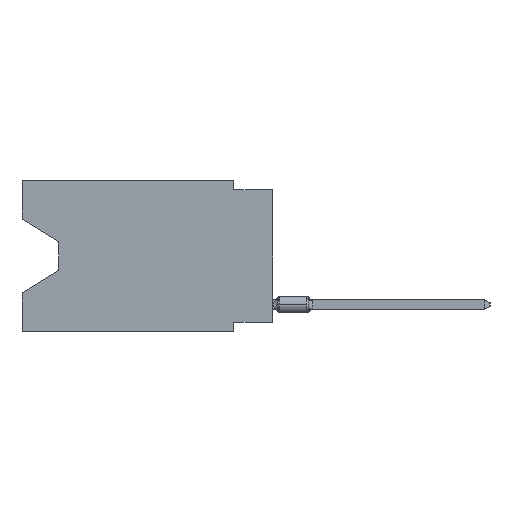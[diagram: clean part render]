
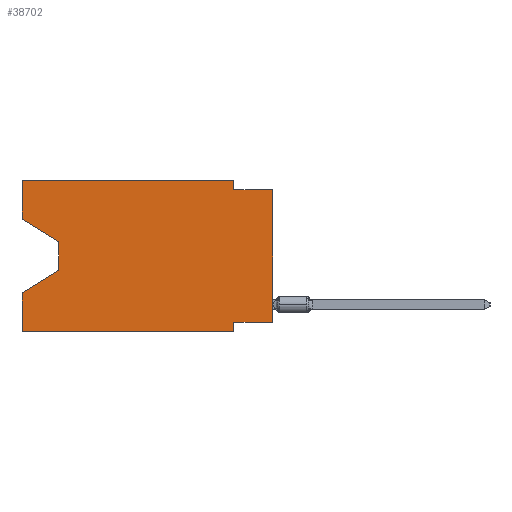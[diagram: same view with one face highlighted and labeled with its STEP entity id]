
A CAD part, left-side view. The second image highlights one B-rep face of the part: STEP entity #38702.
In plain terms, the highlighted planar face has unit normal (-1, 0, 0).
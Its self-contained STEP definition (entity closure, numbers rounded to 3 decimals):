
#391 = LINE ( 'NONE', #5010, #13214 ) ;
#2185 = EDGE_CURVE ( 'NONE', #13335, #50349, #52731, .T. ) ;
#2505 = VECTOR ( 'NONE', #44997, 1000. ) ;
#3428 = DIRECTION ( 'NONE',  ( 0., -1., 0. ) ) ;
#4513 = VECTOR ( 'NONE', #59862, 1000. ) ;
#5010 = CARTESIAN_POINT ( 'NONE',  ( 0., 16.383, 0. ) ) ;
#5445 = CARTESIAN_POINT ( 'NONE',  ( 0., 13.97, -5.893 ) ) ;
#5762 = VERTEX_POINT ( 'NONE', #18400 ) ;
#5839 = ORIENTED_EDGE ( 'NONE', *, *, #31429, .T. ) ;
#6652 = CARTESIAN_POINT ( 'NONE',  ( 0., 16.383, -2.546 ) ) ;
#7656 = CARTESIAN_POINT ( 'NONE',  ( 0., 2.54, -9.906 ) ) ;
#7909 = VECTOR ( 'NONE', #3428, 1000. ) ;
#8276 = EDGE_LOOP ( 'NONE', ( #12574, #14716, #55816, #10556, #36285, #16078, #54182, #5839, #46628, #38917, #53865, #14794 ) ) ;
#8341 = EDGE_CURVE ( 'NONE', #39632, #50349, #33018, .T. ) ;
#9502 = LINE ( 'NONE', #38358, #13096 ) ;
#10099 = CARTESIAN_POINT ( 'NONE',  ( 0., 16.383, -9.906 ) ) ;
#10556 = ORIENTED_EDGE ( 'NONE', *, *, #2185, .F. ) ;
#11832 = LINE ( 'NONE', #6652, #50107 ) ;
#12574 = ORIENTED_EDGE ( 'NONE', *, *, #40835, .T. ) ;
#12648 = CARTESIAN_POINT ( 'NONE',  ( 0., 0., 0. ) ) ;
#13096 = VECTOR ( 'NONE', #27615, 1000. ) ;
#13140 = CARTESIAN_POINT ( 'NONE',  ( 0., 16.383, 0. ) ) ;
#13214 = VECTOR ( 'NONE', #41539, 1000. ) ;
#13335 = VERTEX_POINT ( 'NONE', #10099 ) ;
#13339 = CARTESIAN_POINT ( 'NONE',  ( 0., 13.97, -4.013 ) ) ;
#13460 = LINE ( 'NONE', #41089, #4513 ) ;
#14523 = VERTEX_POINT ( 'NONE', #50637 ) ;
#14716 = ORIENTED_EDGE ( 'NONE', *, *, #50950, .T. ) ;
#14794 = ORIENTED_EDGE ( 'NONE', *, *, #26931, .F. ) ;
#14894 = VECTOR ( 'NONE', #31693, 1000. ) ;
#14987 = CARTESIAN_POINT ( 'NONE',  ( 0., 2.54, -9.906 ) ) ;
#16078 = ORIENTED_EDGE ( 'NONE', *, *, #47990, .F. ) ;
#16083 = EDGE_CURVE ( 'NONE', #21184, #5762, #26432, .T. ) ;
#17656 = CARTESIAN_POINT ( 'NONE',  ( 0., 16.383, -9.906 ) ) ;
#18400 = CARTESIAN_POINT ( 'NONE',  ( 0., 0., -0.635 ) ) ;
#20594 = CARTESIAN_POINT ( 'NONE',  ( 0., 16.383, 0. ) ) ;
#21184 = VERTEX_POINT ( 'NONE', #34468 ) ;
#22639 = VECTOR ( 'NONE', #52027, 1000. ) ;
#25657 = DIRECTION ( 'NONE',  ( 0., -0.855, -0.519 ) ) ;
#26306 = EDGE_CURVE ( 'NONE', #13335, #47650, #40385, .T. ) ;
#26432 = LINE ( 'NONE', #45480, #7909 ) ;
#26917 = VECTOR ( 'NONE', #47852, 1000. ) ;
#26931 = EDGE_CURVE ( 'NONE', #54183, #54360, #391, .T. ) ;
#27615 = DIRECTION ( 'NONE',  ( 0., 1., 0. ) ) ;
#27716 = VECTOR ( 'NONE', #52437, 1000. ) ;
#27833 = VECTOR ( 'NONE', #60414, 1000. ) ;
#28163 = VERTEX_POINT ( 'NONE', #39130 ) ;
#28787 = AXIS2_PLACEMENT_3D ( 'NONE', #13140, #31866, #59836 ) ;
#29217 = CARTESIAN_POINT ( 'NONE',  ( 0., 16.383, -2.546 ) ) ;
#29915 = VECTOR ( 'NONE', #35650, 1000. ) ;
#31429 = EDGE_CURVE ( 'NONE', #49890, #5762, #55665, .T. ) ;
#31693 = DIRECTION ( 'NONE',  ( 0., 0., 1. ) ) ;
#31866 = DIRECTION ( 'NONE',  ( 1., 0., 0. ) ) ;
#32102 = CARTESIAN_POINT ( 'NONE',  ( 0., 13.97, -4.013 ) ) ;
#33018 = LINE ( 'NONE', #46259, #27833 ) ;
#34367 = FACE_OUTER_BOUND ( 'NONE', #8276, .T. ) ;
#34468 = CARTESIAN_POINT ( 'NONE',  ( 0., 2.54, -0.635 ) ) ;
#35650 = DIRECTION ( 'NONE',  ( 0., -1., 0. ) ) ;
#36285 = ORIENTED_EDGE ( 'NONE', *, *, #26306, .T. ) ;
#37324 = EDGE_CURVE ( 'NONE', #49890, #14523, #9502, .T. ) ;
#38286 = CARTESIAN_POINT ( 'NONE',  ( 0., 16.383, 0. ) ) ;
#38358 = CARTESIAN_POINT ( 'NONE',  ( 0., 0., -9.271 ) ) ;
#38702 = ADVANCED_FACE ( 'NONE', ( #34367 ), #55228, .F. ) ;
#38917 = ORIENTED_EDGE ( 'NONE', *, *, #59920, .F. ) ;
#39130 = CARTESIAN_POINT ( 'NONE',  ( 0., 2.54, 0. ) ) ;
#39632 = VERTEX_POINT ( 'NONE', #5445 ) ;
#40385 = LINE ( 'NONE', #17656, #2505 ) ;
#40434 = CARTESIAN_POINT ( 'NONE',  ( 0., 16.383, -7.36 ) ) ;
#40835 = EDGE_CURVE ( 'NONE', #54183, #59305, #11832, .T. ) ;
#41089 = CARTESIAN_POINT ( 'NONE',  ( 0., 2.54, 0. ) ) ;
#41539 = DIRECTION ( 'NONE',  ( 0., 0., 1. ) ) ;
#42499 = LINE ( 'NONE', #13339, #22639 ) ;
#43243 = LINE ( 'NONE', #14987, #26917 ) ;
#44997 = DIRECTION ( 'NONE',  ( 0., -1., 0. ) ) ;
#45480 = CARTESIAN_POINT ( 'NONE',  ( 0., 0., -0.635 ) ) ;
#46259 = CARTESIAN_POINT ( 'NONE',  ( 0., 13.97, -5.893 ) ) ;
#46628 = ORIENTED_EDGE ( 'NONE', *, *, #16083, .F. ) ;
#47410 = CARTESIAN_POINT ( 'NONE',  ( 0., 0., -9.271 ) ) ;
#47650 = VERTEX_POINT ( 'NONE', #7656 ) ;
#47852 = DIRECTION ( 'NONE',  ( 0., 0., -1. ) ) ;
#47990 = EDGE_CURVE ( 'NONE', #14523, #47650, #43243, .T. ) ;
#49780 = LINE ( 'NONE', #57829, #29915 ) ;
#49890 = VERTEX_POINT ( 'NONE', #47410 ) ;
#50107 = VECTOR ( 'NONE', #25657, 1000. ) ;
#50349 = VERTEX_POINT ( 'NONE', #40434 ) ;
#50637 = CARTESIAN_POINT ( 'NONE',  ( 0., 2.54, -9.271 ) ) ;
#50950 = EDGE_CURVE ( 'NONE', #59305, #39632, #42499, .T. ) ;
#52027 = DIRECTION ( 'NONE',  ( 0., 0., -1. ) ) ;
#52437 = DIRECTION ( 'NONE',  ( 0., 0., 1. ) ) ;
#52731 = LINE ( 'NONE', #38286, #27716 ) ;
#53865 = ORIENTED_EDGE ( 'NONE', *, *, #59375, .F. ) ;
#54182 = ORIENTED_EDGE ( 'NONE', *, *, #37324, .F. ) ;
#54183 = VERTEX_POINT ( 'NONE', #29217 ) ;
#54360 = VERTEX_POINT ( 'NONE', #20594 ) ;
#55228 = PLANE ( 'NONE',  #28787 ) ;
#55665 = LINE ( 'NONE', #12648, #14894 ) ;
#55816 = ORIENTED_EDGE ( 'NONE', *, *, #8341, .T. ) ;
#57829 = CARTESIAN_POINT ( 'NONE',  ( 0., 16.383, 0. ) ) ;
#59305 = VERTEX_POINT ( 'NONE', #32102 ) ;
#59375 = EDGE_CURVE ( 'NONE', #54360, #28163, #49780, .T. ) ;
#59836 = DIRECTION ( 'NONE',  ( 0., 0., -1. ) ) ;
#59862 = DIRECTION ( 'NONE',  ( 0., 0., -1. ) ) ;
#59920 = EDGE_CURVE ( 'NONE', #28163, #21184, #13460, .T. ) ;
#60414 = DIRECTION ( 'NONE',  ( 0., 0.855, -0.519 ) ) ;
